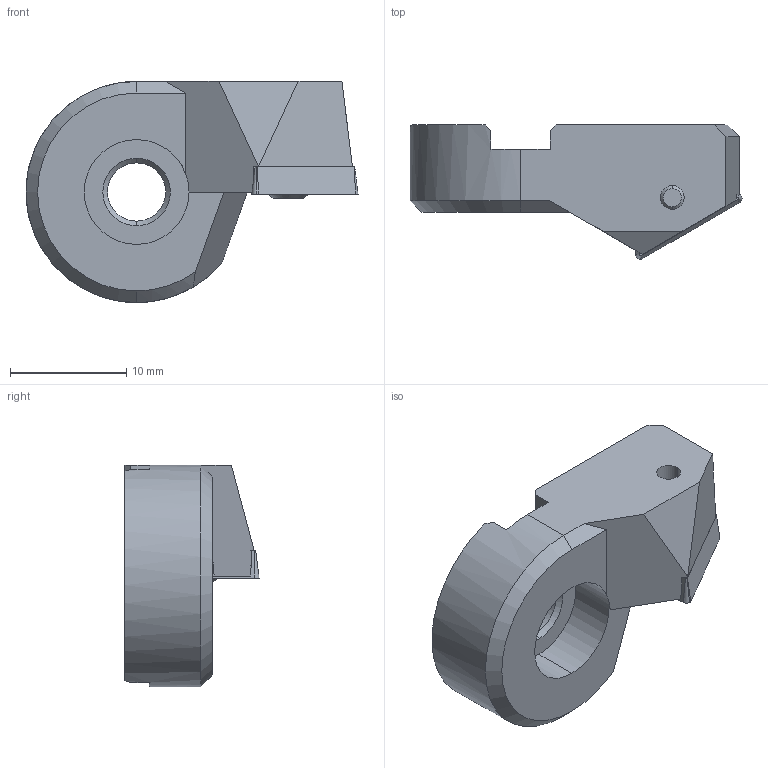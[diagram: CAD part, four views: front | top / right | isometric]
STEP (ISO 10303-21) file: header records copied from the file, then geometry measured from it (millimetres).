
FILE_DESCRIPTION(('no description'),'unknown implementation level');
FILE_NAME('6ED452C9-8B8F-4FB9-9DC0-390E9567796E_export.stp',' ',('CIMSOURCE GmbH'),('CADClick - KiM GmbH - www.kimweb.de'),'unknown preprocess','ACIS','unknown authorization');
FILE_SCHEMA(('automotive_design'));
Length unit declared in the file: millimetre
Products named in the file (3): 626.452 Kaiser ENH5 TC11 30�|694.122 Kaiser ETL M2.5x6.5 T7 IP 10S_309.301;Kreismuster1; 626.452 Kaiser ENH5 TC11 30�|655.383 Kaiser TCGT 110204 K10C;Kombinieren1; 626.452 Kaiser ENH5 TC11 30�|626.452 Kaiser ENH5 TC11 30�;Body Chamfer
Bounding box: 28.51 x 11.52 x 19 mm (x, y, z)
Volume: 2486.9 mm3; surface area: 1819.9 mm2
Topology: 3 solids, 3 shells, 94 faces, 236 edges, 149 vertices
Faces by surface type: cylinder 34, plane 33, cone 23, torus 4
Entity records: 5605 total; most frequent: DIRECTION 538, CARTESIAN_POINT 504, STYLED_ITEM 482, PRESENTATION_STYLE_ASSIGNMENT 482, COLOUR_RGB 482, ORIENTED_EDGE 472, EDGE_CURVE 236, CURVE_STYLE 236
